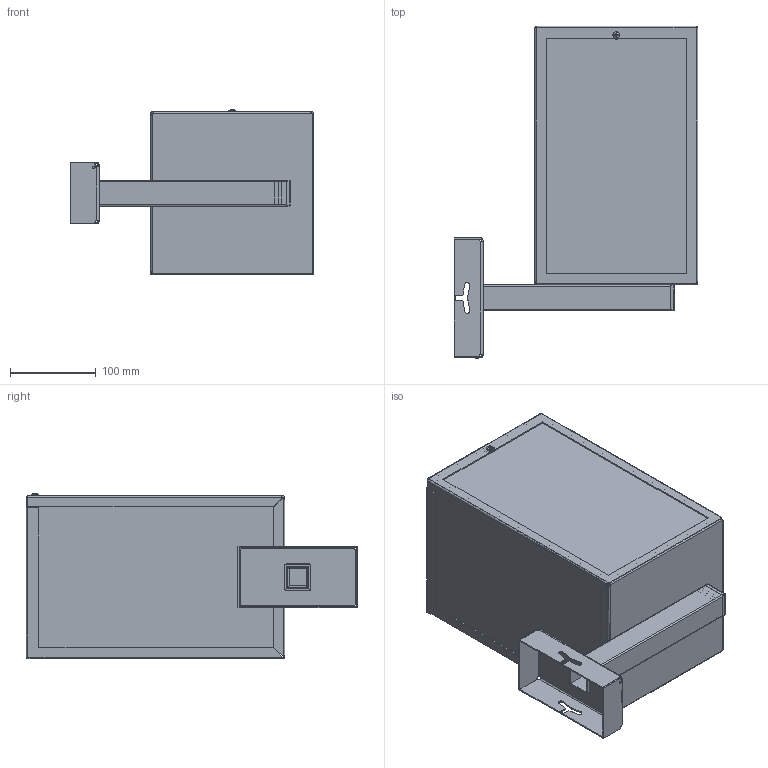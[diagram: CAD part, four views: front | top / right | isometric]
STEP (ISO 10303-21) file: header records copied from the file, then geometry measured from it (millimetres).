
FILE_DESCRIPTION (( 'STEP AP203' ), '1' );
FILE_NAME ('Lofoten 1949.STEP', '2025-10-22T10:21:57', ( '' ), ( '' ), 'SwSTEP 2.0', 'SolidWorks 2024', '' );
FILE_SCHEMA (( 'CONFIG_CONTROL_DESIGN' ));
Length unit declared in the file: millimetre
Products named in the file (17): M115 Lof na ram_Klosz obud_rs_M115C_pw; M4x_rs_M4x06; M115 Lof na ram_Szyba bocz_rs_Z wycięciem 5; M4 S-KKS0,9_rs; M115 Lof na ram_Mocow kom_rs_W6_pw; Dolna szyba M115C; Żaślepka kszt 30x30_rs; M115 Lof na ram_Klosz kom_rs_M115C_pw; M115 Lof na ram_Kszt prost_rs_M115 W2; M115 Lof na ram_Szybka dolna_rs_[4]; Dekiel maskujący; M115 Lof na ram_Mocow spaw_rs_W5; Mocowanie dolnego klosza; Lofoten 1949; M115 Lof na ram_Osłona_rs_W5; Mocowanie dolnego klosz komp.; M115 Lof na ram_Szyba bocz_rs_Bez wycięcia 4
Assembly tree (18 placements, depth 5):
  Lofoten 1949
    M115 Lof na ram_Klosz kom_rs_M115C_pw
      M115 Lof na ram_Klosz obud_rs_M115C_pw
      M115 Lof na ram_Szyba bocz_rs_Bez wycięcia 4  x3
      M115 Lof na ram_Szyba bocz_rs_Z wycięciem 5
      Dolna szyba M115C
        M115 Lof na ram_Szybka dolna_rs_[4]
        Dekiel maskujący
        Mocowanie dolnego klosz komp.
          Mocowanie dolnego klosza
          M4 S-KKS0,9_rs
    M115 Lof na ram_Mocow kom_rs_W6_pw
      M115 Lof na ram_Mocow spaw_rs_W5
        M115 Lof na ram_Kszt prost_rs_M115 W2
        M115 Lof na ram_Osłona_rs_W5
      Żaślepka kszt 30x30_rs
    M4x_rs_M4x06
Bounding box: 284.13 x 387.08 x 193.07 mm (x, y, z)
Volume: 1160110.1 mm3; surface area: 772187.7 mm2
Topology: 13 solids, 13 shells, 904 faces, 2420 edges, 1532 vertices
Faces by surface type: plane 618, cylinder 227, cone 25, bspline 24, sphere 6, torus 4
Entity records: 29736 total; most frequent: CARTESIAN_POINT 6354, ORIENTED_EDGE 4708, DIRECTION 4271, EDGE_CURVE 2354, VECTOR 1581, LINE 1581, VERTEX_POINT 1500, AXIS2_PLACEMENT_3D 1345
